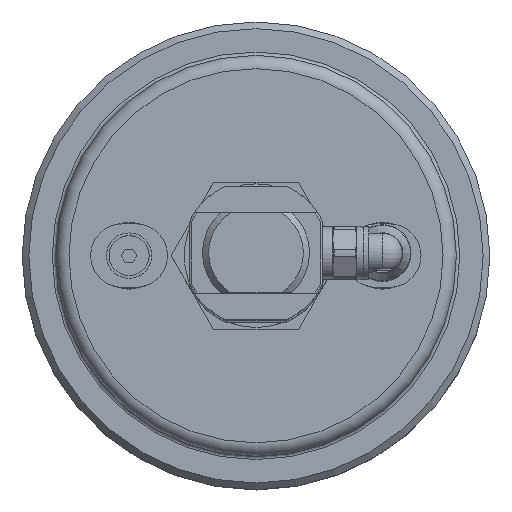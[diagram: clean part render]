
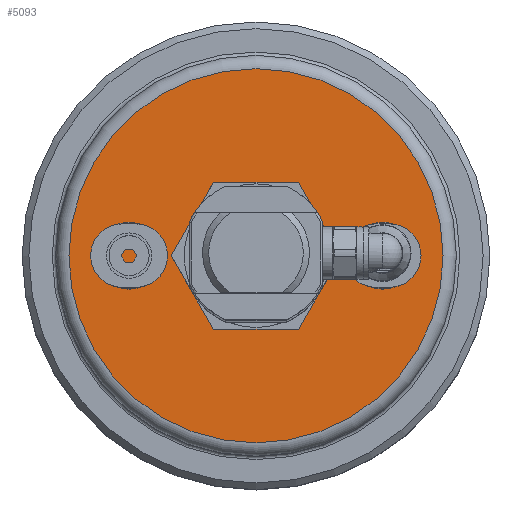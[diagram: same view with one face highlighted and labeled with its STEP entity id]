
A CAD part, top view. The second image highlights one B-rep face of the part: STEP entity #5093.
In plain terms, the highlighted planar face has unit normal (0, 0, 1).
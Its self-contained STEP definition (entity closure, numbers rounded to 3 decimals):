
#810=ORIENTED_EDGE('',*,*,#2006,.T.);
#811=ORIENTED_EDGE('',*,*,#2007,.T.);
#2006=EDGE_CURVE('',#2604,#2604,#3046,.T.);
#2007=EDGE_CURVE('',#2605,#2605,#3047,.T.);
#2604=VERTEX_POINT('',#7635);
#2605=VERTEX_POINT('',#7637);
#3046=CIRCLE('',#5482,6.7);
#3047=CIRCLE('',#5483,28.);
#3337=EDGE_LOOP('',(#810));
#3338=EDGE_LOOP('',(#811));
#3863=FACE_BOUND('',#3337,.T.);
#3864=FACE_BOUND('',#3338,.T.);
#4393=PLANE('',#5481);
#5093=ADVANCED_FACE('',(#3863,#3864),#4393,.T.);
#5481=AXIS2_PLACEMENT_3D('',#7633,#6137,#6138);
#5482=AXIS2_PLACEMENT_3D('',#7634,#6139,#6140);
#5483=AXIS2_PLACEMENT_3D('',#7636,#6141,#6142);
#6137=DIRECTION('',(0.,0.,1.));
#6138=DIRECTION('',(1.,0.,0.));
#6139=DIRECTION('',(0.,0.,-1.));
#6140=DIRECTION('',(0.,1.,0.));
#6141=DIRECTION('',(0.,0.,1.));
#6142=DIRECTION('',(1.,0.,0.));
#7633=CARTESIAN_POINT('',(3.,0.,35.));
#7634=CARTESIAN_POINT('',(0.,0.,35.));
#7635=CARTESIAN_POINT('',(0.,6.7,35.));
#7636=CARTESIAN_POINT('',(0.,0.,35.));
#7637=CARTESIAN_POINT('',(28.,0.,35.));
